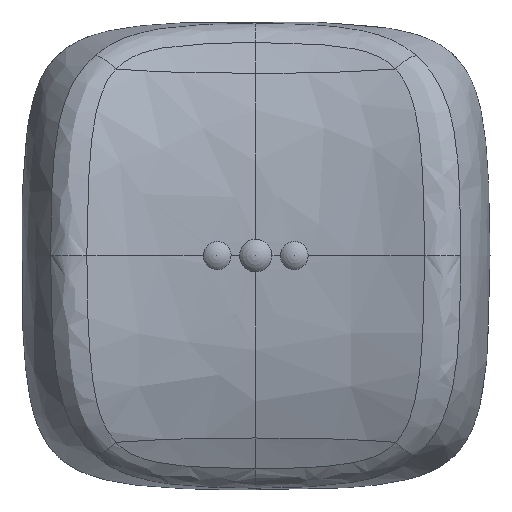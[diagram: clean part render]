
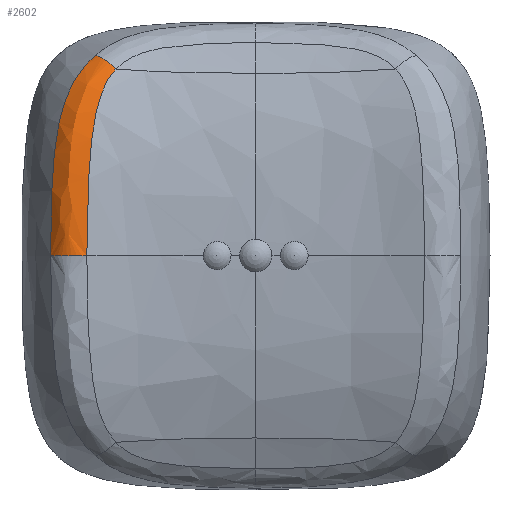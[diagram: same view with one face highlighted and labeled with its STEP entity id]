
A CAD part, top view. The second image highlights one B-rep face of the part: STEP entity #2602.
In plain terms, the highlighted free-form (B-spline) face has degree [3, 3] with [5, 7] control points.
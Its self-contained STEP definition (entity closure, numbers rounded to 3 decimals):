
#326=FACE_OUTER_BOUND('',#494,.T.);
#494=EDGE_LOOP('',(#2293,#2294,#2295,#2296));
#706=CIRCLE('',#2857,1.26);
#707=CIRCLE('',#2858,1.26);
#820=B_SPLINE_CURVE_WITH_KNOTS('',3,(#9697,#9698,#9699,#9700,#9701,#9702,
#9703),.UNSPECIFIED.,.F.,.F.,(4,1,1,1,4),(0.,0.307,0.511,
0.613,0.715),.UNSPECIFIED.);
#843=B_SPLINE_CURVE_WITH_KNOTS('',3,(#25803,#25804,#25805,#25806,#25807,
#25808,#25809),.UNSPECIFIED.,.F.,.F.,(4,1,1,1,4),(-0.715,-0.613,
-0.511,-0.307,0.),.UNSPECIFIED.);
#1075=VERTEX_POINT('',#9686);
#1076=VERTEX_POINT('',#9696);
#1099=VERTEX_POINT('',#25793);
#1100=VERTEX_POINT('',#25802);
#1462=EDGE_CURVE('',#1076,#1075,#820,.T.);
#1495=EDGE_CURVE('',#1100,#1099,#843,.T.);
#1502=EDGE_CURVE('',#1076,#1099,#706,.T.);
#1503=EDGE_CURVE('',#1075,#1100,#707,.T.);
#2293=ORIENTED_EDGE('',*,*,#1503,.T.);
#2294=ORIENTED_EDGE('',*,*,#1495,.T.);
#2295=ORIENTED_EDGE('',*,*,#1502,.F.);
#2296=ORIENTED_EDGE('',*,*,#1462,.T.);
#2439=B_SPLINE_SURFACE_WITH_KNOTS('',3,3,((#25917,#25918,#25919,#25920,
#25921,#25922,#25923),(#25924,#25925,#25926,#25927,#25928,#25929,#25930),
(#25931,#25932,#25933,#25934,#25935,#25936,#25937),(#25938,#25939,#25940,
#25941,#25942,#25943,#25944),(#25945,#25946,#25947,#25948,#25949,#25950,
#25951)),.UNSPECIFIED.,.F.,.F.,.F.,(4,1,4),(4,1,1,1,4),(0.,0.5,1.),(0.,
0.307,0.511,0.613,0.715),
 .UNSPECIFIED.);
#2602=ADVANCED_FACE('',(#326),#2439,.F.);
#2857=AXIS2_PLACEMENT_3D('',#25916,#3402,#3403);
#2858=AXIS2_PLACEMENT_3D('',#25952,#3404,#3405);
#3402=DIRECTION('center_axis',(0.,-1.,
0.));
#3403=DIRECTION('ref_axis',(0.293,0.,0.956));
#3404=DIRECTION('center_axis',(-0.685,-0.606,0.404));
#3405=DIRECTION('ref_axis',(0.213,0.365,0.907));
#9686=CARTESIAN_POINT('',(-5.372,7.167,4.215));
#9696=CARTESIAN_POINT('',(-6.484,0.,5.536));
#9697=CARTESIAN_POINT('Ctrl Pts',(-6.484,0.,
5.536));
#9698=CARTESIAN_POINT('Ctrl Pts',(-6.484,1.045,5.536));
#9699=CARTESIAN_POINT('Ctrl Pts',(-6.451,2.802,5.487));
#9700=CARTESIAN_POINT('Ctrl Pts',(-6.275,4.973,5.121));
#9701=CARTESIAN_POINT('Ctrl Pts',(-5.927,6.344,4.658));
#9702=CARTESIAN_POINT('Ctrl Pts',(-5.587,6.924,4.363));
#9703=CARTESIAN_POINT('Ctrl Pts',(-5.372,7.167,4.215));
#25793=CARTESIAN_POINT('',(-7.877,0.,5.065));
#25802=CARTESIAN_POINT('',(-6.158,7.689,3.669));
#25803=CARTESIAN_POINT('Ctrl Pts',(-6.158,7.689,3.669));
#25804=CARTESIAN_POINT('Ctrl Pts',(-6.486,7.404,3.854));
#25805=CARTESIAN_POINT('Ctrl Pts',(-7.068,6.667,4.197));
#25806=CARTESIAN_POINT('Ctrl Pts',(-7.639,5.055,4.631));
#25807=CARTESIAN_POINT('Ctrl Pts',(-7.848,2.821,4.997));
#25808=CARTESIAN_POINT('Ctrl Pts',(-7.877,1.059,5.065));
#25809=CARTESIAN_POINT('Ctrl Pts',(-7.877,0.,
5.065));
#25916=CARTESIAN_POINT('Origin',(-6.853,0.,4.332));
#25917=CARTESIAN_POINT('Ctrl Pts',(-6.484,0.,
5.536));
#25918=CARTESIAN_POINT('Ctrl Pts',(-6.484,1.045,5.536));
#25919=CARTESIAN_POINT('Ctrl Pts',(-6.451,2.802,5.487));
#25920=CARTESIAN_POINT('Ctrl Pts',(-6.275,4.973,5.121));
#25921=CARTESIAN_POINT('Ctrl Pts',(-5.927,6.344,4.658));
#25922=CARTESIAN_POINT('Ctrl Pts',(-5.587,6.924,4.363));
#25923=CARTESIAN_POINT('Ctrl Pts',(-5.372,7.167,4.215));
#25924=CARTESIAN_POINT('Ctrl Pts',(-6.734,0.,
5.613));
#25925=CARTESIAN_POINT('Ctrl Pts',(-6.734,1.051,5.613));
#25926=CARTESIAN_POINT('Ctrl Pts',(-6.703,2.817,5.564));
#25927=CARTESIAN_POINT('Ctrl Pts',(-6.52,5.026,5.185));
#25928=CARTESIAN_POINT('Ctrl Pts',(-6.124,6.447,4.681));
#25929=CARTESIAN_POINT('Ctrl Pts',(-5.738,7.05,4.355));
#25930=CARTESIAN_POINT('Ctrl Pts',(-5.503,7.3,4.193));
#25931=CARTESIAN_POINT('Ctrl Pts',(-7.283,0.,
5.605));
#25932=CARTESIAN_POINT('Ctrl Pts',(-7.283,1.061,5.605));
#25933=CARTESIAN_POINT('Ctrl Pts',(-7.257,2.837,5.551));
#25934=CARTESIAN_POINT('Ctrl Pts',(-7.056,5.102,5.158));
#25935=CARTESIAN_POINT('Ctrl Pts',(-6.547,6.618,4.619));
#25936=CARTESIAN_POINT('Ctrl Pts',(-6.062,7.271,4.252));
#25937=CARTESIAN_POINT('Ctrl Pts',(-5.783,7.534,4.07));
#25938=CARTESIAN_POINT('Ctrl Pts',(-7.725,0.,
5.278));
#25939=CARTESIAN_POINT('Ctrl Pts',(-7.725,1.061,5.278));
#25940=CARTESIAN_POINT('Ctrl Pts',(-7.698,2.83,5.215));
#25941=CARTESIAN_POINT('Ctrl Pts',(-7.488,5.085,4.837));
#25942=CARTESIAN_POINT('Ctrl Pts',(-6.919,6.673,4.359));
#25943=CARTESIAN_POINT('Ctrl Pts',(-6.36,7.382,4.003));
#25944=CARTESIAN_POINT('Ctrl Pts',(-6.045,7.66,3.816));
#25945=CARTESIAN_POINT('Ctrl Pts',(-7.877,0.,
5.065));
#25946=CARTESIAN_POINT('Ctrl Pts',(-7.877,1.059,5.065));
#25947=CARTESIAN_POINT('Ctrl Pts',(-7.848,2.821,4.997));
#25948=CARTESIAN_POINT('Ctrl Pts',(-7.639,5.055,4.631));
#25949=CARTESIAN_POINT('Ctrl Pts',(-7.068,6.667,4.197));
#25950=CARTESIAN_POINT('Ctrl Pts',(-6.486,7.404,3.854));
#25951=CARTESIAN_POINT('Ctrl Pts',(-6.158,7.689,3.669));
#25952=CARTESIAN_POINT('Origin',(-5.64,6.707,3.073));
